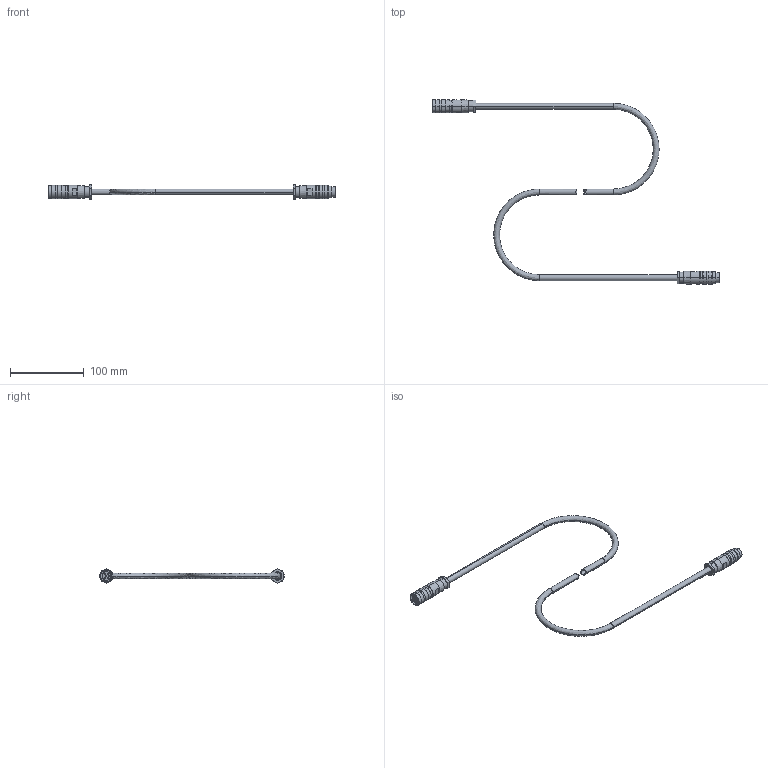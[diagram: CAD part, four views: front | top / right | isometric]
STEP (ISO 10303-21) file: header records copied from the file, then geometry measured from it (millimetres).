
FILE_DESCRIPTION (( 'STEP AP203' ), '1' );
FILE_NAME ('コードコネクタ6芯許容曲げ.STEP', '2019-05-17T04:50:32', ( '' ), ( '' ), 'SwSTEP 2.0', 'SolidWorks 2013', '' );
FILE_SCHEMA (( 'CONFIG_CONTROL_DESIGN' ));
Length unit declared in the file: millimetre
Products named in the file (1): コードコネクタ6芯許容曲げ
Bounding box: 387.8 x 250.1 x 19.5 mm (x, y, z)
Volume: 41256.3 mm3; surface area: 47434 mm2
Topology: 4 solids, 4 shells, 201 faces, 432 edges, 276 vertices
Faces by surface type: cylinder 101, plane 66, bspline 22, cone 12
Entity records: 6187 total; most frequent: CARTESIAN_POINT 1640, DIRECTION 1010, ORIENTED_EDGE 864, EDGE_CURVE 432, AXIS2_PLACEMENT_3D 418, VERTEX_POINT 276, EDGE_LOOP 242, CIRCLE 238
